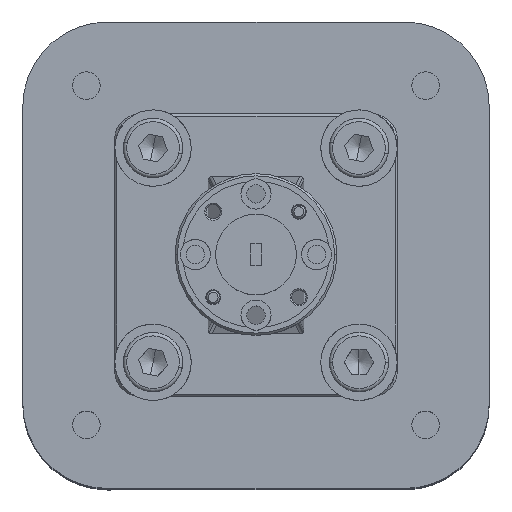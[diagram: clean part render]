
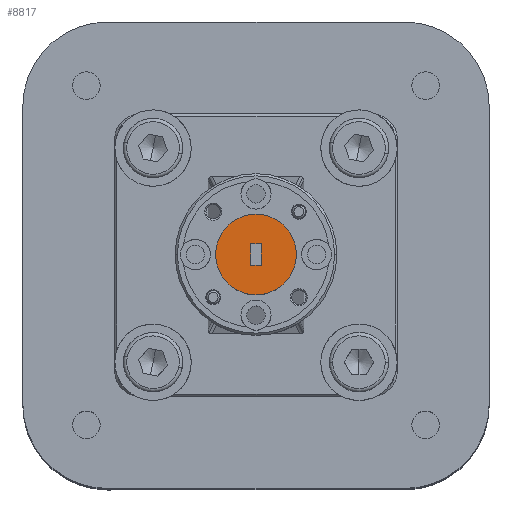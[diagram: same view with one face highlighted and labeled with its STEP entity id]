
A CAD part, top view. The second image highlights one B-rep face of the part: STEP entity #8817.
In plain terms, the highlighted planar face has unit normal (0, 0, 1).
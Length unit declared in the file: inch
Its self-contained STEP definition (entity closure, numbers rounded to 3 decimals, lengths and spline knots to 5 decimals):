
#761 = DIRECTION ( 'NONE',  ( 0., 0., 1. ) ) ;
#929 = ORIENTED_EDGE ( 'NONE', *, *, #23364, .T. ) ;
#1400 = VERTEX_POINT ( 'NONE', #12221 ) ;
#1484 = DIRECTION ( 'NONE',  ( 0., -1., 0. ) ) ;
#1523 = CARTESIAN_POINT ( 'NONE',  ( -0.04696, 0.10971, 1.94882 ) ) ;
#1739 = DIRECTION ( 'NONE',  ( 1., 0., 0. ) ) ;
#1776 = ORIENTED_EDGE ( 'NONE', *, *, #12983, .F. ) ;
#1877 = VECTOR ( 'NONE', #1484, 39.37008 ) ;
#2404 = LINE ( 'NONE', #4318, #4779 ) ;
#2445 = CIRCLE ( 'NONE', #5906, 0.1875 ) ;
#2910 = EDGE_LOOP ( 'NONE', ( #16770, #929 ) ) ;
#3227 = DIRECTION ( 'NONE',  ( -1., 0., 0. ) ) ;
#3458 = ORIENTED_EDGE ( 'NONE', *, *, #22023, .F. ) ;
#3647 = VERTEX_POINT ( 'NONE', #7193 ) ;
#3979 = CARTESIAN_POINT ( 'NONE',  ( 0.11554, 0.15971, 1.94882 ) ) ;
#4318 = CARTESIAN_POINT ( 'NONE',  ( -0.09696, 0.20971, 1.94882 ) ) ;
#4779 = VECTOR ( 'NONE', #9953, 39.37008 ) ;
#4888 = EDGE_CURVE ( 'NONE', #22935, #3647, #12043, .T. ) ;
#5264 = DIRECTION ( 'NONE',  ( 0., 0., 1. ) ) ;
#5906 = AXIS2_PLACEMENT_3D ( 'NONE', #19770, #12451, #3227 ) ;
#6042 = CARTESIAN_POINT ( 'NONE',  ( -0.07196, 0.15971, 1.94882 ) ) ;
#6784 = CARTESIAN_POINT ( 'NONE',  ( -0.09696, 0.10971, 1.94882 ) ) ;
#7060 = EDGE_CURVE ( 'NONE', #1400, #17771, #13667, .T. ) ;
#7193 = CARTESIAN_POINT ( 'NONE',  ( -0.09696, 0.10971, 1.94882 ) ) ;
#7841 = FACE_BOUND ( 'NONE', #12587, .T. ) ;
#8560 = CARTESIAN_POINT ( 'NONE',  ( -0.09696, 0.20971, 1.94882 ) ) ;
#8817 = ADVANCED_FACE ( 'NONE', ( #16949, #7841 ), #15269, .T. ) ;
#9063 = AXIS2_PLACEMENT_3D ( 'NONE', #21696, #5264, #14502 ) ;
#9953 = DIRECTION ( 'NONE',  ( -1., 0., 0. ) ) ;
#11419 = CARTESIAN_POINT ( 'NONE',  ( -0.04696, 0.20971, 1.94882 ) ) ;
#11533 = LINE ( 'NONE', #11419, #12281 ) ;
#12043 = LINE ( 'NONE', #8560, #1877 ) ;
#12221 = CARTESIAN_POINT ( 'NONE',  ( -0.25946, 0.15971, 1.94882 ) ) ;
#12281 = VECTOR ( 'NONE', #20423, 39.37008 ) ;
#12376 = VERTEX_POINT ( 'NONE', #1523 ) ;
#12451 = DIRECTION ( 'NONE',  ( 0., 0., 1. ) ) ;
#12587 = EDGE_LOOP ( 'NONE', ( #1776, #17081, #20454, #3458 ) ) ;
#12983 = EDGE_CURVE ( 'NONE', #12376, #16007, #11533, .T. ) ;
#13352 = DIRECTION ( 'NONE',  ( 1., 0., 0. ) ) ;
#13489 = AXIS2_PLACEMENT_3D ( 'NONE', #6042, #761, #13352 ) ;
#13667 = CIRCLE ( 'NONE', #9063, 0.1875 ) ;
#14502 = DIRECTION ( 'NONE',  ( -1., 0., 0. ) ) ;
#14686 = CARTESIAN_POINT ( 'NONE',  ( -0.04696, 0.20971, 1.94882 ) ) ;
#15269 = PLANE ( 'NONE',  #13489 ) ;
#16007 = VERTEX_POINT ( 'NONE', #14686 ) ;
#16770 = ORIENTED_EDGE ( 'NONE', *, *, #7060, .T. ) ;
#16949 = FACE_OUTER_BOUND ( 'NONE', #2910, .T. ) ;
#17081 = ORIENTED_EDGE ( 'NONE', *, *, #23626, .F. ) ;
#17771 = VERTEX_POINT ( 'NONE', #3979 ) ;
#19770 = CARTESIAN_POINT ( 'NONE',  ( -0.07196, 0.15971, 1.94882 ) ) ;
#20423 = DIRECTION ( 'NONE',  ( 0., 1., 0. ) ) ;
#20454 = ORIENTED_EDGE ( 'NONE', *, *, #4888, .F. ) ;
#21507 = CARTESIAN_POINT ( 'NONE',  ( -0.09696, 0.20971, 1.94882 ) ) ;
#21594 = VECTOR ( 'NONE', #1739, 39.37008 ) ;
#21696 = CARTESIAN_POINT ( 'NONE',  ( -0.07196, 0.15971, 1.94882 ) ) ;
#22023 = EDGE_CURVE ( 'NONE', #16007, #22935, #2404, .T. ) ;
#22935 = VERTEX_POINT ( 'NONE', #21507 ) ;
#23202 = LINE ( 'NONE', #6784, #21594 ) ;
#23364 = EDGE_CURVE ( 'NONE', #17771, #1400, #2445, .T. ) ;
#23626 = EDGE_CURVE ( 'NONE', #3647, #12376, #23202, .T. ) ;
